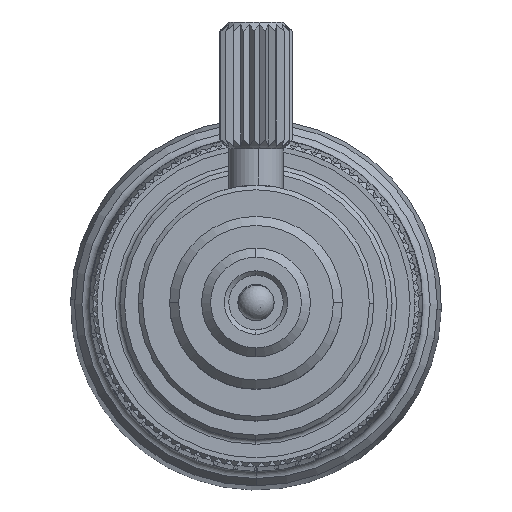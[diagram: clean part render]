
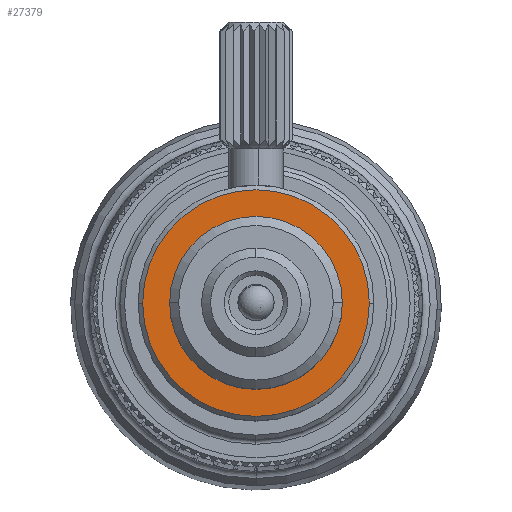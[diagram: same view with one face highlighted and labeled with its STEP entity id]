
A CAD part, top view. The second image highlights one B-rep face of the part: STEP entity #27379.
In plain terms, the highlighted planar face has unit normal (0, 0, 1).
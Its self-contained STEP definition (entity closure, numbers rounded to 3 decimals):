
#551 = CARTESIAN_POINT ( 'NONE',  ( 1.808, 13.569, 41.697 ) ) ;
#836 = CARTESIAN_POINT ( 'NONE',  ( 14.308, 13.569, 41.697 ) ) ;
#837 = DIRECTION ( 'NONE',  ( 1., 0., 0. ) ) ;
#838 = DIRECTION ( 'NONE',  ( 0., 0., 1. ) ) ;
#839 = AXIS2_PLACEMENT_3D ( 'NONE', #845, #838, #837 ) ;
#840 = CIRCLE ( 'NONE', #839, 6.25 ) ;
#845 = CARTESIAN_POINT ( 'NONE',  ( 8.058, 13.569, 41.697 ) ) ;
#946 = CARTESIAN_POINT ( 'NONE',  ( 3.296, 13.569, 41.697 ) ) ;
#947 = DIRECTION ( 'NONE',  ( -1., 0., 0. ) ) ;
#948 = DIRECTION ( 'NONE',  ( 0., 0., -1. ) ) ;
#949 = CARTESIAN_POINT ( 'NONE',  ( 8.058, 13.569, 41.697 ) ) ;
#950 = AXIS2_PLACEMENT_3D ( 'NONE', #949, #948, #947 ) ;
#951 = CIRCLE ( 'NONE', #950, 4.763 ) ;
#952 = CARTESIAN_POINT ( 'NONE',  ( 12.821, 13.569, 41.697 ) ) ;
#1075 = DIRECTION ( 'NONE',  ( -1., 0., 0. ) ) ;
#1076 = DIRECTION ( 'NONE',  ( 0., 0., -1. ) ) ;
#1077 = CARTESIAN_POINT ( 'NONE',  ( 8.058, 13.569, 41.697 ) ) ;
#1078 = AXIS2_PLACEMENT_3D ( 'NONE', #1077, #1076, #1075 ) ;
#1079 = CIRCLE ( 'NONE', #1078, 4.763 ) ;
#1080 = FACE_OUTER_BOUND ( 'NONE', #27380, .T. ) ;
#1101 = DIRECTION ( 'NONE',  ( 1., 0., 0. ) ) ;
#1102 = DIRECTION ( 'NONE',  ( 0., 0., 1. ) ) ;
#1103 = CARTESIAN_POINT ( 'NONE',  ( 8.058, 13.569, 41.697 ) ) ;
#1104 = AXIS2_PLACEMENT_3D ( 'NONE', #1103, #1102, #1101 ) ;
#1105 = CIRCLE ( 'NONE', #1104, 6.25 ) ;
#1107 = DIRECTION ( 'NONE',  ( 1., 0., 0. ) ) ;
#1108 = DIRECTION ( 'NONE',  ( 0., 0., 1. ) ) ;
#1109 = CARTESIAN_POINT ( 'NONE',  ( 1.558, 13.569, 41.697 ) ) ;
#1110 = AXIS2_PLACEMENT_3D ( 'NONE', #1109, #1108, #1107 ) ;
#1111 = PLANE ( 'NONE',  #1110 ) ;
#1127 = FACE_BOUND ( 'NONE', #27384, .T. ) ;
#27239 = VERTEX_POINT ( 'NONE', #551 ) ;
#27317 = EDGE_CURVE ( 'NONE', #27318, #27239, #840, .T. ) ;
#27318 = VERTEX_POINT ( 'NONE', #836 ) ;
#27330 = VERTEX_POINT ( 'NONE', #952 ) ;
#27332 = EDGE_CURVE ( 'NONE', #27333, #27330, #951, .T. ) ;
#27333 = VERTEX_POINT ( 'NONE', #946 ) ;
#27360 = ORIENTED_EDGE ( 'NONE', *, *, #27378, .T. ) ;
#27378 = EDGE_CURVE ( 'NONE', #27330, #27333, #1079, .T. ) ;
#27379 = ADVANCED_FACE ( 'NONE', ( #1080, #1127 ), #1111, .T. ) ;
#27380 = EDGE_LOOP ( 'NONE', ( #27381, #27383 ) ) ;
#27381 = ORIENTED_EDGE ( 'NONE', *, *, #27382, .T. ) ;
#27382 = EDGE_CURVE ( 'NONE', #27239, #27318, #1105, .T. ) ;
#27383 = ORIENTED_EDGE ( 'NONE', *, *, #27317, .T. ) ;
#27384 = EDGE_LOOP ( 'NONE', ( #27385, #27360 ) ) ;
#27385 = ORIENTED_EDGE ( 'NONE', *, *, #27332, .T. ) ;
